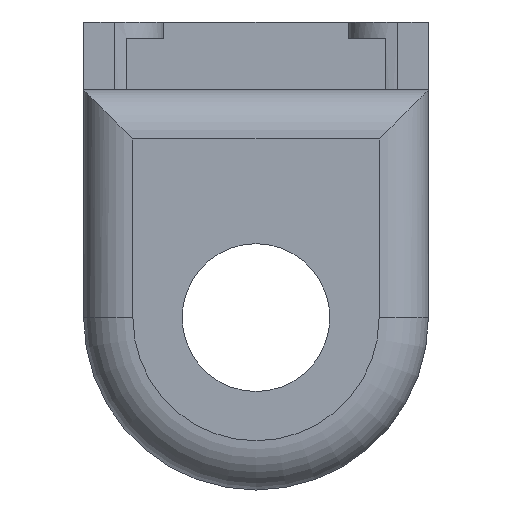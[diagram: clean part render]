
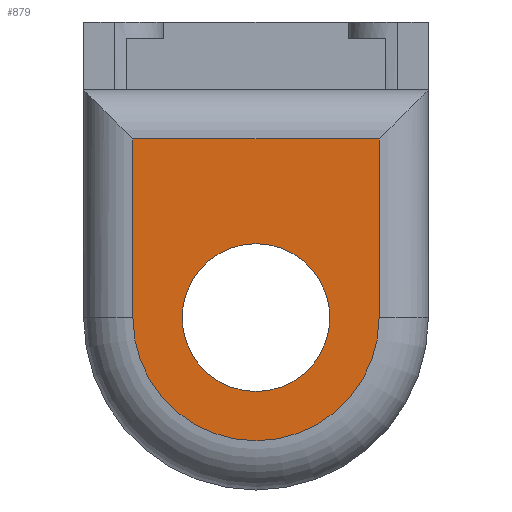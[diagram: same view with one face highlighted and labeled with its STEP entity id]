
A CAD part, front view. The second image highlights one B-rep face of the part: STEP entity #879.
In plain terms, the highlighted planar face has unit normal (0, -1, 0).
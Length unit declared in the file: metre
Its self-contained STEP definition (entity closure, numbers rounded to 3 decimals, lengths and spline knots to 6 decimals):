
#29=CIRCLE('',#941,0.005);
#30=CIRCLE('',#942,0.003);
#83=ORIENTED_EDGE('',*,*,#341,.T.);
#84=ORIENTED_EDGE('',*,*,#342,.T.);
#85=ORIENTED_EDGE('',*,*,#343,.T.);
#86=ORIENTED_EDGE('',*,*,#344,.T.);
#87=ORIENTED_EDGE('',*,*,#345,.F.);
#341=EDGE_CURVE('',#470,#471,#556,.F.);
#342=EDGE_CURVE('',#471,#472,#557,.F.);
#343=EDGE_CURVE('',#472,#473,#558,.T.);
#344=EDGE_CURVE('',#473,#470,#29,.T.);
#345=EDGE_CURVE('',#474,#474,#30,.T.);
#470=VERTEX_POINT('',#1330);
#471=VERTEX_POINT('',#1331);
#472=VERTEX_POINT('',#1333);
#473=VERTEX_POINT('',#1335);
#474=VERTEX_POINT('',#1338);
#556=LINE('',#1329,#657);
#557=LINE('',#1332,#658);
#558=LINE('',#1334,#659);
#657=VECTOR('',#1050,1.);
#658=VECTOR('',#1051,1.);
#659=VECTOR('',#1052,1.);
#732=EDGE_LOOP('',(#83,#84,#85,#86));
#733=EDGE_LOOP('',(#87));
#789=FACE_BOUND('',#732,.T.);
#790=FACE_BOUND('',#733,.T.);
#846=PLANE('',#940);
#879=ADVANCED_FACE('',(#789,#790),#846,.T.);
#940=AXIS2_PLACEMENT_3D('',#1328,#1048,#1049);
#941=AXIS2_PLACEMENT_3D('',#1336,#1053,#1054);
#942=AXIS2_PLACEMENT_3D('',#1337,#1055,#1056);
#1048=DIRECTION('',(0.,-1.,0.));
#1049=DIRECTION('',(0.,0.,-1.));
#1050=DIRECTION('',(0.,0.,-1.));
#1051=DIRECTION('',(1.,0.,0.));
#1052=DIRECTION('',(0.,0.,-1.));
#1053=DIRECTION('',(0.,-1.,0.));
#1054=DIRECTION('',(0.,0.,-1.));
#1055=DIRECTION('',(0.,-1.,0.));
#1056=DIRECTION('',(0.,0.,-1.));
#1328=CARTESIAN_POINT('',(0.,-0.0525,0.005));
#1329=CARTESIAN_POINT('',(0.005,-0.0525,0.005));
#1330=CARTESIAN_POINT('',(0.005,-0.0525,-0.007));
#1331=CARTESIAN_POINT('',(0.005,-0.0525,0.00025));
#1332=CARTESIAN_POINT('',(-0.007,-0.0525,0.00025));
#1333=CARTESIAN_POINT('',(-0.005,-0.0525,0.00025));
#1334=CARTESIAN_POINT('',(-0.005,-0.0525,-0.007));
#1335=CARTESIAN_POINT('',(-0.005,-0.0525,-0.007));
#1336=CARTESIAN_POINT('',(0.,-0.0525,-0.007));
#1337=CARTESIAN_POINT('',(0.,-0.0525,-0.007));
#1338=CARTESIAN_POINT('',(0.,-0.0525,-0.01));
